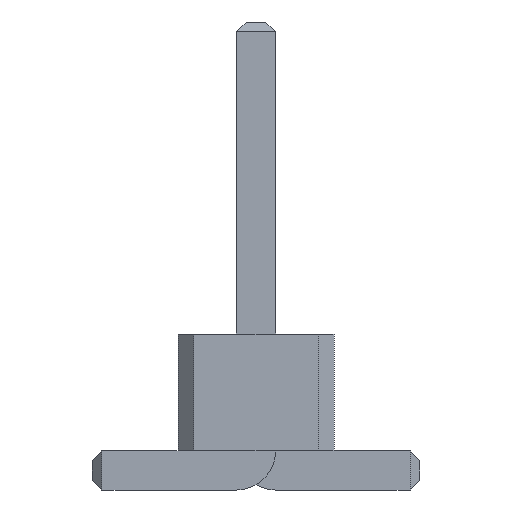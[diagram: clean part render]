
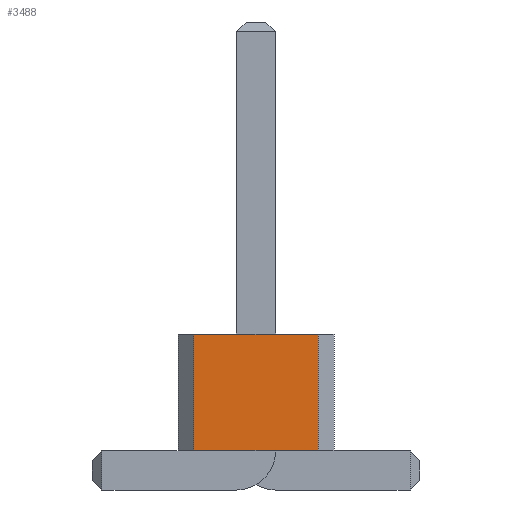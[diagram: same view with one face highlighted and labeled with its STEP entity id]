
A CAD part, front view. The second image highlights one B-rep face of the part: STEP entity #3488.
In plain terms, the highlighted planar face has unit normal (0, -1, 0).
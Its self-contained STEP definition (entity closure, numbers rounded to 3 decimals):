
#694 = VERTEX_POINT('',#695);
#695 = CARTESIAN_POINT('',(0.8,-12.,0.5));
#701 = EDGE_CURVE('',#702,#694,#704,.T.);
#702 = VERTEX_POINT('',#703);
#703 = CARTESIAN_POINT('',(-0.8,-12.,0.5));
#704 = LINE('',#705,#706);
#705 = CARTESIAN_POINT('',(-0.8,-12.,0.5));
#706 = VECTOR('',#707,1.);
#707 = DIRECTION('',(1.,0.,0.));
#1559 = VERTEX_POINT('',#1560);
#1560 = CARTESIAN_POINT('',(0.8,-12.,2.));
#1566 = EDGE_CURVE('',#1567,#1559,#1569,.T.);
#1567 = VERTEX_POINT('',#1568);
#1568 = CARTESIAN_POINT('',(-0.8,-12.,2.));
#1569 = LINE('',#1570,#1571);
#1570 = CARTESIAN_POINT('',(-0.8,-12.,2.));
#1571 = VECTOR('',#1572,1.);
#1572 = DIRECTION('',(1.,0.,0.));
#3477 = EDGE_CURVE('',#702,#1567,#3478,.T.);
#3478 = LINE('',#3479,#3480);
#3479 = CARTESIAN_POINT('',(-0.8,-12.,0.5));
#3480 = VECTOR('',#3481,1.);
#3481 = DIRECTION('',(0.,0.,1.));
#3488 = ADVANCED_FACE('',(#3489),#3500,.F.);
#3489 = FACE_BOUND('',#3490,.F.);
#3490 = EDGE_LOOP('',(#3491,#3492,#3493,#3499));
#3491 = ORIENTED_EDGE('',*,*,#3477,.T.);
#3492 = ORIENTED_EDGE('',*,*,#1566,.T.);
#3493 = ORIENTED_EDGE('',*,*,#3494,.F.);
#3494 = EDGE_CURVE('',#694,#1559,#3495,.T.);
#3495 = LINE('',#3496,#3497);
#3496 = CARTESIAN_POINT('',(0.8,-12.,0.5));
#3497 = VECTOR('',#3498,1.);
#3498 = DIRECTION('',(0.,0.,1.));
#3499 = ORIENTED_EDGE('',*,*,#701,.F.);
#3500 = PLANE('',#3501);
#3501 = AXIS2_PLACEMENT_3D('',#3502,#3503,#3504);
#3502 = CARTESIAN_POINT('',(-0.8,-12.,0.5));
#3503 = DIRECTION('',(0.,1.,0.));
#3504 = DIRECTION('',(1.,0.,0.));
